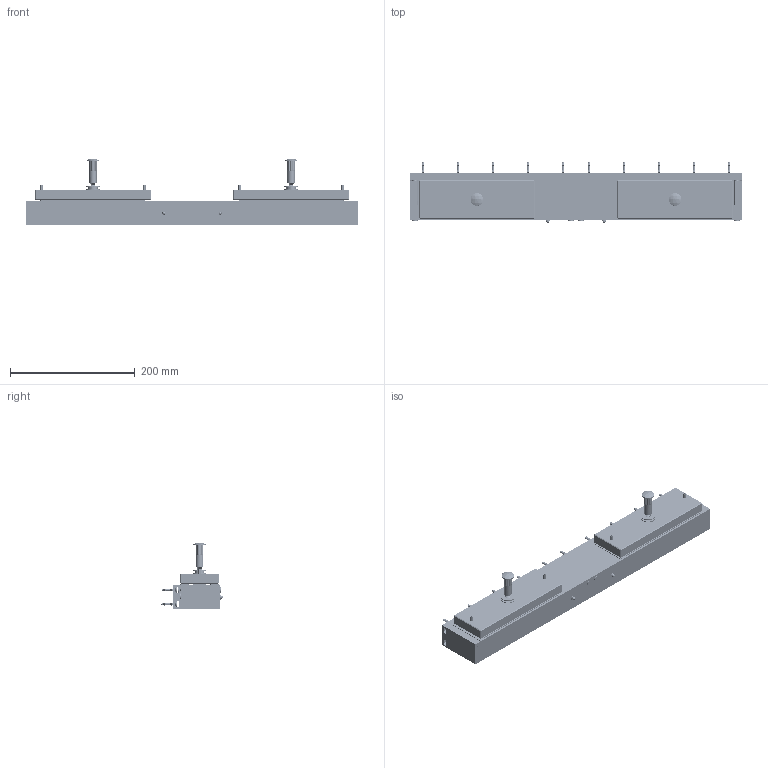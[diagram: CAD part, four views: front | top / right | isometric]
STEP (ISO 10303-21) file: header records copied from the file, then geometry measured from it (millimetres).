
FILE_DESCRIPTION (( 'STEP AP214' ), '1' );
FILE_NAME ('EF550-2CTC_I.step', '2021-07-29T14:14:45', ( '' ), ( '' ), 'SwSTEP 2.0', 'SolidWorks 2020', '' );
FILE_SCHEMA (( 'AUTOMOTIVE_DESIGN' ));
Length unit declared in the file: millimetre
Products named in the file (35): Tapping screw DIN 7982-ST4.2x25-C-H-S-5; EF550-2CTC_I; Tapping screw DIN 7982-ST4.2x25-C-H-S-19; FP0098-MUSHROOM NUT-1; FP0098-MUSHROOM NUT-2; FP0097-SCREW LOW PROFILE HEAD M8 x35-1; Tapping screw DIN 7982-ST4.2x25-C-H-S-4; Tapping screw DIN 7982-ST4.2x25-C-H-S-1; Group4; Tapping screw DIN 7982-ST4.2x25-C-H-S-15; FP0099-WASHER M8-2; Tapping screw DIN 7982-ST4.2x25-C-H-S-13; Tapping screw DIN 7982-ST4.2x25-C-H-S-16; FP0100-JOINT M8-1; FP0100-JOINT M8-2; FP0099-WASHER M8-1; Tapping screw DIN 7982-ST4.2x25-C-H-S-20; Tapping screw DIN 7982-ST4.2x25-C-H-S-8; Tapping screw DIN 7982-ST4.2x25-C-H-S-14; Tapping screw DIN 7982-ST4.2x25-C-H-S-10; FP0099-WASHER M8-4; Tapping screw DIN 7982-ST4.2x25-C-H-S-17; Tapping screw DIN 7982-ST4.2x25-C-H-S-11; Group3; FP0097-SCREW LOW PROFILE HEAD M8 x35-2; Tapping screw DIN 7982-ST4.2x25-C-H-S-2; Tapping screw DIN 7982-ST4.2x25-C-H-S-7; Tapping screw DIN 7982-ST4.2x25-C-H-S-18; Tapping screw DIN 7982-ST4.2x25-C-H-S-6; Tapping screw DIN 7982-ST4.2x25-C-H-S-12; ef550-PLATINE DE FIXATION EF550-1; Group1; Tapping screw DIN 7982-ST4.2x25-C-H-S-9; Tapping screw DIN 7982-ST4.2x25-C-H-S-3; FP0099-WASHER M8-3
Assembly tree (34 placements, depth 2):
  EF550-2CTC_I
    Group1
    Group3
    Group4
    FP0099-WASHER M8-3
    FP0100-JOINT M8-2
    FP0099-WASHER M8-4
    FP0098-MUSHROOM NUT-2
    FP0099-WASHER M8-2
    FP0098-MUSHROOM NUT-1
    FP0097-SCREW LOW PROFILE HEAD M8 x35-1
    FP0099-WASHER M8-1
    FP0100-JOINT M8-1
    Tapping screw DIN 7982-ST4.2x25-C-H-S-16
    Tapping screw DIN 7982-ST4.2x25-C-H-S-18
    Tapping screw DIN 7982-ST4.2x25-C-H-S-12
    Tapping screw DIN 7982-ST4.2x25-C-H-S-14
    Tapping screw DIN 7982-ST4.2x25-C-H-S-20
    Tapping screw DIN 7982-ST4.2x25-C-H-S-10
    Tapping screw DIN 7982-ST4.2x25-C-H-S-17
    Tapping screw DIN 7982-ST4.2x25-C-H-S-19
    Tapping screw DIN 7982-ST4.2x25-C-H-S-15
    Tapping screw DIN 7982-ST4.2x25-C-H-S-11
    Tapping screw DIN 7982-ST4.2x25-C-H-S-13
    ef550-PLATINE DE FIXATION EF550-1
    Tapping screw DIN 7982-ST4.2x25-C-H-S-2
    Tapping screw DIN 7982-ST4.2x25-C-H-S-3
    Tapping screw DIN 7982-ST4.2x25-C-H-S-5
    Tapping screw DIN 7982-ST4.2x25-C-H-S-4
    Tapping screw DIN 7982-ST4.2x25-C-H-S-6
    Tapping screw DIN 7982-ST4.2x25-C-H-S-7
    Tapping screw DIN 7982-ST4.2x25-C-H-S-9
    Tapping screw DIN 7982-ST4.2x25-C-H-S-1
    Tapping screw DIN 7982-ST4.2x25-C-H-S-8
    FP0097-SCREW LOW PROFILE HEAD M8 x35-2
Bounding box: 532 x 98.99 x 106.7 mm (x, y, z)
Volume: 1700951.2 mm3; surface area: 327674.4 mm2
Topology: 34 solids, 34 shells, 4286 faces, 10364 edges, 6047 vertices
Faces by surface type: cone 2078, cylinder 1515, plane 573, torus 112, sphere 8
Entity records: 136597 total; most frequent: DIRECTION 23328, CARTESIAN_POINT 22952, ORIENTED_EDGE 20620, EDGE_CURVE 10310, AXIS2_PLACEMENT_3D 9269, VERTEX_POINT 6047, CIRCLE 4946, VECTOR 4790
